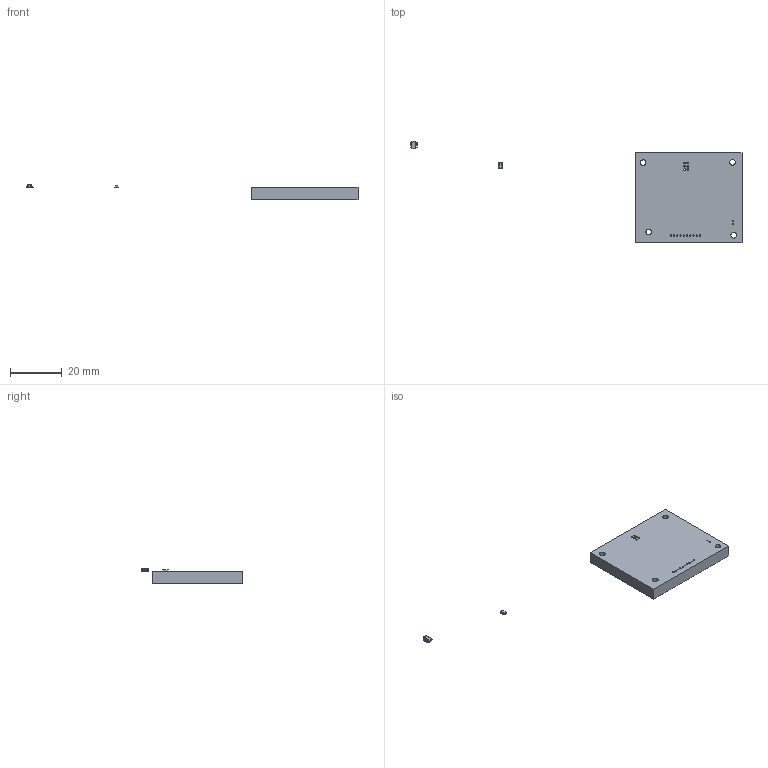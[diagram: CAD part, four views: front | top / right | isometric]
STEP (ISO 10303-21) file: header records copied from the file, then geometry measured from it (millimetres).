
FILE_DESCRIPTION(('KiCad electronic assembly'),'2;1');
FILE_NAME('WHEEL-07.step','2023-03-06T01:11:43',('Pcbnew'),('Kicad'), 'Open CASCADE STEP processor 7.6','KiCad to STEP converter','Unknown' );
FILE_SCHEMA(('AUTOMOTIVE_DESIGN { 1 0 10303 214 1 1 1 1 }'));
Length unit declared in the file: millimetre
Products named in the file (6): WHEEL-07 1; NL27WZ14DTT1G; COMPOUND; MP2332HGTL-P; WHEEL-07 PCB
Assembly tree (5 placements, depth 3):
  WHEEL-07 1
    NL27WZ14DTT1G
      COMPOUND
    MP2332HGTL-P
      COMPOUND
    WHEEL-07 PCB
Bounding box: 128.36 x 39.31 x 5.84 mm (x, y, z)
Volume: 6609.1 mm3; surface area: 3835.3 mm2
Topology: 17 solids, 17 shells, 190 faces, 442 edges, 288 vertices
Faces by surface type: bspline 162, cylinder 22, plane 6
Full cylindrical faces by diameter (mm): 0.5 x12, 0.65 x6, 2.2 x4
Entity records: 10496 total; most frequent: CARTESIAN_POINT 3972, B_SPLINE_CURVE_WITH_KNOTS 1004, ORIENTED_EDGE 884, PCURVE 884, DEFINITIONAL_REPRESENTATION 884, EDGE_CURVE 442, SURFACE_CURVE 418, DIRECTION 302
